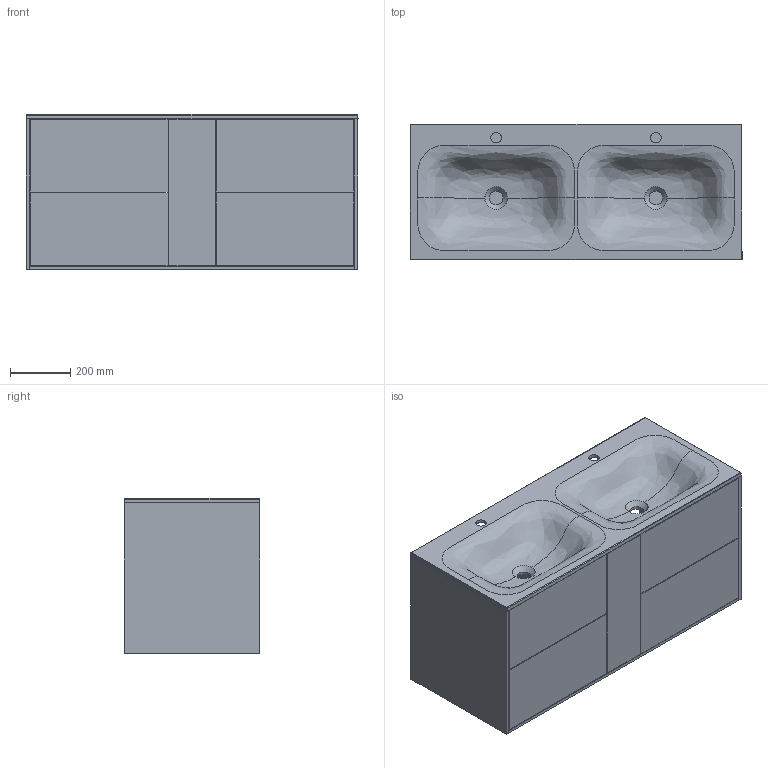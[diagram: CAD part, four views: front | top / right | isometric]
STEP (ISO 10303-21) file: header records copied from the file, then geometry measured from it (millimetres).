
FILE_DESCRIPTION(/* description */ (''),/* implementation_level */ '2;1');
FILE_NAME(/* name */ 'Jessel 1100-2.stp',/* time_stamp */ '2025-10-15T11:36:36+03:00',/* author */ ('ya'),/* organization */ (''),/* preprocessor_version */ 'ST-DEVELOPER v18.1',/* originating_system */ 'Autodesk Inventor 2022',/* authorisation */ '');
FILE_SCHEMA (('AUTOMOTIVE_DESIGN { 1 0 10303 214 3 1 1 }'));
Products named in the file (4): Jessel 1100-2; SPASE_della 1100-2; чехол 88; Jessel 1100D
Assembly tree (4 placements, depth 2):
  Jessel 1100-2
    SPASE_della 1100-2
    чехол 88  x2
    Jessel 1100D
Bounding box: 1099.98 x 450 x 514 mm (x, y, z)
Volume: 65759924.4 mm3; surface area: 9633568.8 mm2
Topology: 49 solids, 49 shells, 431 faces, 976 edges, 656 vertices
Faces by surface type: plane 363, cylinder 40, bspline 20, cone 4, sphere 4
Full cylindrical faces by diameter (mm): 6 x8, 35 x2, 45 x2
Entity records: 60562 total; most frequent: CARTESIAN_POINT 51345, ORIENTED_EDGE 1820, DIRECTION 1754, EDGE_CURVE 910, LINE 766, VECTOR 766, VERTEX_POINT 612, AXIS2_PLACEMENT_3D 494
